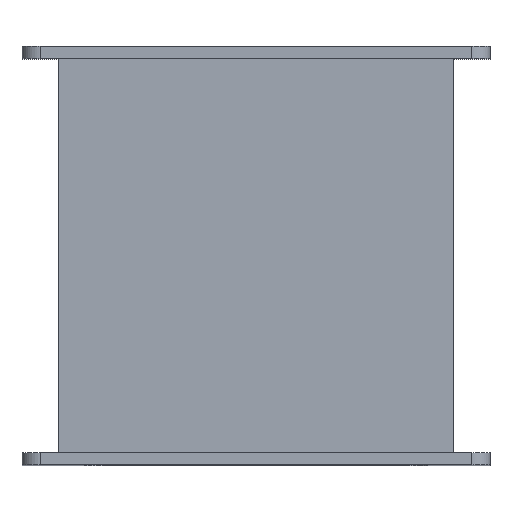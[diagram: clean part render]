
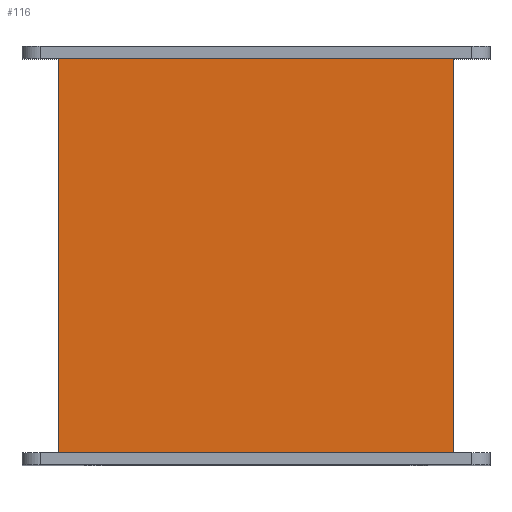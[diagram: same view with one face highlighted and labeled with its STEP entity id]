
A CAD part, top view. The second image highlights one B-rep face of the part: STEP entity #116.
In plain terms, the highlighted planar face has unit normal (0, 0, 1).
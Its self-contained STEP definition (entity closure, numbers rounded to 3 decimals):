
#28=B_SPLINE_CURVE_WITH_KNOTS('',1,(#1536,#1537),.UNSPECIFIED.,.F.,.F.,
(2,2),(0.,320.),.UNSPECIFIED.);
#30=B_SPLINE_CURVE_WITH_KNOTS('',1,(#1540,#1541),.UNSPECIFIED.,.F.,.F.,
(2,2),(330.,650.),.UNSPECIFIED.);
#31=B_SPLINE_CURVE_WITH_KNOTS('',1,(#1542,#1543),.UNSPECIFIED.,.F.,.F.,
(2,2),(0.,320.),.UNSPECIFIED.);
#32=B_SPLINE_CURVE_WITH_KNOTS('',1,(#1544,#1545),.UNSPECIFIED.,.F.,.F.,
(2,2),(330.,650.),.UNSPECIFIED.);
#116=ADVANCED_FACE('',(#172),#828,.T.);
#172=FACE_OUTER_BOUND('',#232,.T.);
#232=EDGE_LOOP('',(#448,#449,#450,#451));
#448=ORIENTED_EDGE('',*,*,#615,.T.);
#449=ORIENTED_EDGE('',*,*,#616,.T.);
#450=ORIENTED_EDGE('',*,*,#617,.F.);
#451=ORIENTED_EDGE('',*,*,#613,.F.);
#613=EDGE_CURVE('',#796,#797,#28,.T.);
#615=EDGE_CURVE('',#796,#798,#30,.T.);
#616=EDGE_CURVE('',#798,#799,#31,.T.);
#617=EDGE_CURVE('',#797,#799,#32,.T.);
#796=VERTEX_POINT('',#1522);
#797=VERTEX_POINT('',#1523);
#798=VERTEX_POINT('',#1524);
#799=VERTEX_POINT('',#1525);
#828=PLANE('',#972);
#972=AXIS2_PLACEMENT_3D('',#1514,#1003,$);
#1003=DIRECTION('',(0.,0.,1.));
#1514=CARTESIAN_POINT('',(395.551,264.89,450.));
#1522=CARTESIAN_POINT('',(395.551,264.89,450.));
#1523=CARTESIAN_POINT('',(395.551,-55.11,450.));
#1524=CARTESIAN_POINT('',(75.551,264.89,450.));
#1525=CARTESIAN_POINT('',(75.551,-55.11,450.));
#1536=CARTESIAN_POINT('',(395.551,264.89,450.));
#1537=CARTESIAN_POINT('',(395.551,-55.11,450.));
#1540=CARTESIAN_POINT('',(395.551,264.89,450.));
#1541=CARTESIAN_POINT('',(75.551,264.89,450.));
#1542=CARTESIAN_POINT('',(75.551,264.89,450.));
#1543=CARTESIAN_POINT('',(75.551,-55.11,450.));
#1544=CARTESIAN_POINT('',(395.551,-55.11,450.));
#1545=CARTESIAN_POINT('',(75.551,-55.11,450.));
